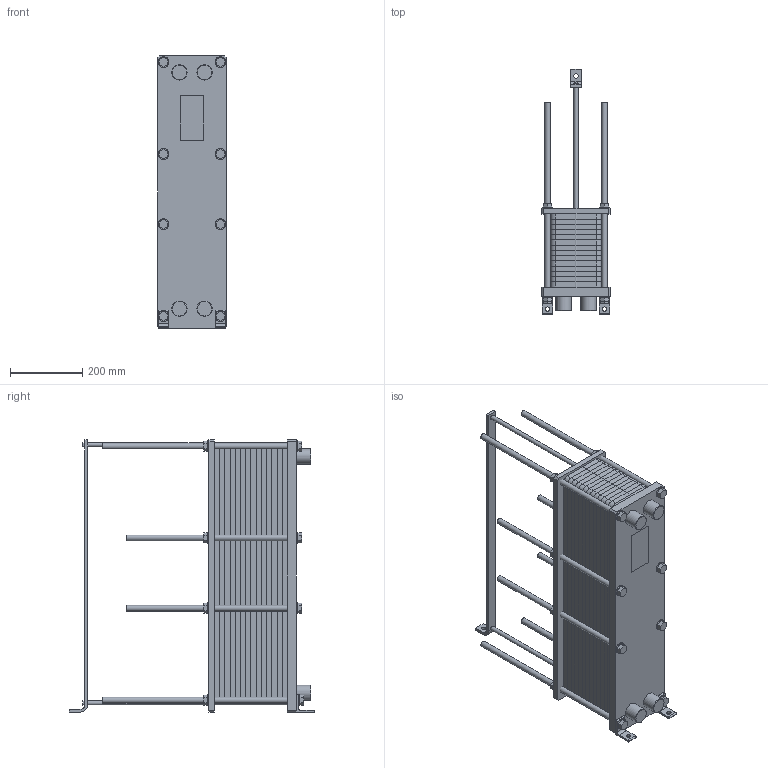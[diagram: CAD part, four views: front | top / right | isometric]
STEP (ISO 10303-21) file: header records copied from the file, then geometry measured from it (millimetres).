
FILE_DESCRIPTION(/* description */ (''),/* implementation_level */ '2;1');
FILE_NAME(/* name */ '3d_RHG-08-70-8027800.stp',/* time_stamp */ '2020-01-10T09:55:42+01:00',/* author */ ('Andrzej'),/* organization */ (''),/* preprocessor_version */ 'ST-DEVELOPER v16.13',/* originating_system */ 'AutoCAD Mechanical',/* authorisation */ '');
FILE_SCHEMA (('AUTOMOTIVE_DESIGN { 1 0 10303 214 3 1 1 }'));
Length unit declared in the file: millimetre
Products named in the file (1): Product
Bounding box: 190 x 680 x 755 mm (x, y, z)
Volume: 33053595.2 mm3; surface area: 4884485.1 mm2
Topology: 17 solids, 17 shells, 612 faces, 2030 edges, 2088 vertices
Faces by surface type: plane 450, cylinder 154, cone 8
Full cylindrical faces by diameter (mm): 12 x10, 16 x16, 30 x24, 42.4 x8
Entity records: 22137 total; most frequent: CARTESIAN_POINT 4661, DIRECTION 3798, ORIENTED_EDGE 2804, EDGE_CURVE 1402, LINE 1352, VECTOR 1352, AXIS2_PLACEMENT_3D 1223, VERTEX_POINT 966
